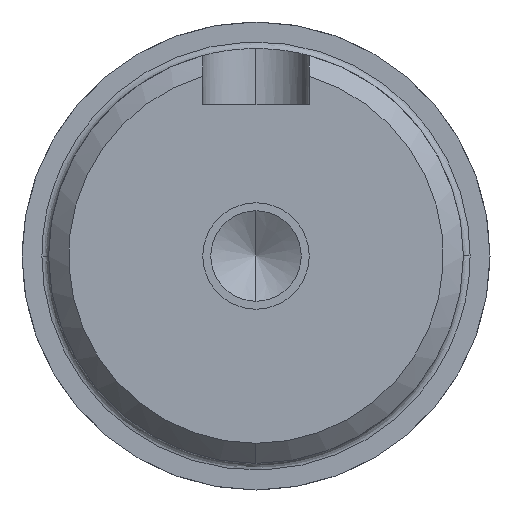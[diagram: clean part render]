
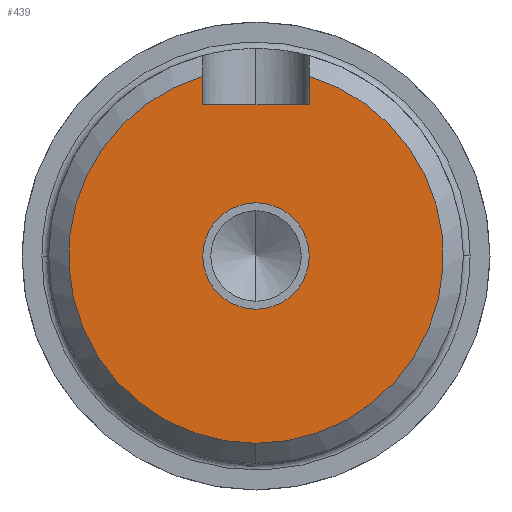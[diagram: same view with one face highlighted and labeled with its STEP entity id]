
A CAD part, left-side view. The second image highlights one B-rep face of the part: STEP entity #439.
In plain terms, the highlighted planar face has unit normal (-1, 0, 0).
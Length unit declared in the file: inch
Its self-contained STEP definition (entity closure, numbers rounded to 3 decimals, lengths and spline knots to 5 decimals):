
#10 = VERTEX_POINT ( 'NONE', #1766 ) ;
#27 = VERTEX_POINT ( 'NONE', #1823 ) ;
#29 = VERTEX_POINT ( 'NONE', #1472 ) ;
#64 = ORIENTED_EDGE ( 'NONE', *, *, #933, .F. ) ;
#124 = EDGE_LOOP ( 'NONE', ( #1624, #919 ) ) ;
#162 = DIRECTION ( 'NONE',  ( 0., 0., 1. ) ) ;
#178 = DIRECTION ( 'NONE',  ( -1., 0., 0. ) ) ;
#315 = DIRECTION ( 'NONE',  ( 1., 0., 0. ) ) ;
#414 = DIRECTION ( 'NONE',  ( 0., 0., -1. ) ) ;
#418 = CARTESIAN_POINT ( 'NONE',  ( -18.08893, 0., 0.8876 ) ) ;
#421 = DIRECTION ( 'NONE',  ( 1., 0., 0. ) ) ;
#436 = CARTESIAN_POINT ( 'NONE',  ( -18.08893, 0., 0. ) ) ;
#439 = ADVANCED_FACE ( 'NONE', ( #1803, #1822 ), #586, .F. ) ;
#469 = CARTESIAN_POINT ( 'NONE',  ( -18.08893, 0., -1.10059 ) ) ;
#494 = DIRECTION ( 'NONE',  ( 0., 0., -1. ) ) ;
#543 = DIRECTION ( 'NONE',  ( 0., 1., 0. ) ) ;
#556 = DIRECTION ( 'NONE',  ( 1., 0., 0. ) ) ;
#565 = VERTEX_POINT ( 'NONE', #1527 ) ;
#567 = CARTESIAN_POINT ( 'NONE',  ( -18.08893, 0., 0. ) ) ;
#586 = PLANE ( 'NONE',  #1371 ) ;
#592 = VERTEX_POINT ( 'NONE', #1513 ) ;
#621 = CIRCLE ( 'NONE', #1062, 0.3125 ) ;
#700 = CIRCLE ( 'NONE', #1080, 1.10059 ) ;
#708 = DIRECTION ( 'NONE',  ( 0., -1., 0. ) ) ;
#862 = DIRECTION ( 'NONE',  ( 0., 0., 1. ) ) ;
#884 = CARTESIAN_POINT ( 'NONE',  ( -18.08893, 0., 0. ) ) ;
#906 = CARTESIAN_POINT ( 'NONE',  ( -18.08893, 0.3125, 0.8876 ) ) ;
#919 = ORIENTED_EDGE ( 'NONE', *, *, #1641, .F. ) ;
#930 = EDGE_CURVE ( 'NONE', #1328, #27, #1016, .T. ) ;
#933 = EDGE_CURVE ( 'NONE', #1002, #10, #1543, .T. ) ;
#1002 = VERTEX_POINT ( 'NONE', #469 ) ;
#1016 = LINE ( 'NONE', #1867, #1522 ) ;
#1062 = AXIS2_PLACEMENT_3D ( 'NONE', #1149, #178, #1327 ) ;
#1080 = AXIS2_PLACEMENT_3D ( 'NONE', #1308, #315, #1497 ) ;
#1088 = CARTESIAN_POINT ( 'NONE',  ( -18.08893, -0.3125, 1.05529 ) ) ;
#1103 = EDGE_CURVE ( 'NONE', #592, #10, #1427, .T. ) ;
#1149 = CARTESIAN_POINT ( 'NONE',  ( -18.08893, 0., 0. ) ) ;
#1150 = EDGE_CURVE ( 'NONE', #592, #27, #1518, .T. ) ;
#1190 = AXIS2_PLACEMENT_3D ( 'NONE', #884, #1798, #162 ) ;
#1254 = EDGE_LOOP ( 'NONE', ( #1928, #64, #1678, #1330, #1630 ) ) ;
#1273 = AXIS2_PLACEMENT_3D ( 'NONE', #436, #421, #414 ) ;
#1282 = EDGE_CURVE ( 'NONE', #565, #29, #1292, .T. ) ;
#1292 = CIRCLE ( 'NONE', #1190, 0.3125 ) ;
#1308 = CARTESIAN_POINT ( 'NONE',  ( -18.08893, 0., 0. ) ) ;
#1327 = DIRECTION ( 'NONE',  ( 0., 0., 1. ) ) ;
#1328 = VERTEX_POINT ( 'NONE', #1088 ) ;
#1330 = ORIENTED_EDGE ( 'NONE', *, *, #930, .T. ) ;
#1337 = VECTOR ( 'NONE', #708, 39.37008 ) ;
#1371 = AXIS2_PLACEMENT_3D ( 'NONE', #567, #556, #543 ) ;
#1427 = LINE ( 'NONE', #906, #1459 ) ;
#1459 = VECTOR ( 'NONE', #862, 39.37008 ) ;
#1472 = CARTESIAN_POINT ( 'NONE',  ( -18.08893, 0., -0.3125 ) ) ;
#1497 = DIRECTION ( 'NONE',  ( 0., 0., -1. ) ) ;
#1513 = CARTESIAN_POINT ( 'NONE',  ( -18.08893, 0.3125, 0.8876 ) ) ;
#1518 = LINE ( 'NONE', #418, #1337 ) ;
#1522 = VECTOR ( 'NONE', #494, 39.37008 ) ;
#1527 = CARTESIAN_POINT ( 'NONE',  ( -18.08893, 0., 0.3125 ) ) ;
#1543 = CIRCLE ( 'NONE', #1273, 1.10059 ) ;
#1611 = EDGE_CURVE ( 'NONE', #1328, #1002, #700, .T. ) ;
#1624 = ORIENTED_EDGE ( 'NONE', *, *, #1282, .F. ) ;
#1630 = ORIENTED_EDGE ( 'NONE', *, *, #1150, .F. ) ;
#1641 = EDGE_CURVE ( 'NONE', #29, #565, #621, .T. ) ;
#1678 = ORIENTED_EDGE ( 'NONE', *, *, #1611, .F. ) ;
#1766 = CARTESIAN_POINT ( 'NONE',  ( -18.08893, 0.3125, 1.05529 ) ) ;
#1798 = DIRECTION ( 'NONE',  ( -1., 0., 0. ) ) ;
#1803 = FACE_OUTER_BOUND ( 'NONE', #1254, .T. ) ;
#1822 = FACE_BOUND ( 'NONE', #124, .T. ) ;
#1823 = CARTESIAN_POINT ( 'NONE',  ( -18.08893, -0.3125, 0.8876 ) ) ;
#1867 = CARTESIAN_POINT ( 'NONE',  ( -18.08893, -0.3125, 0.8876 ) ) ;
#1928 = ORIENTED_EDGE ( 'NONE', *, *, #1103, .T. ) ;
